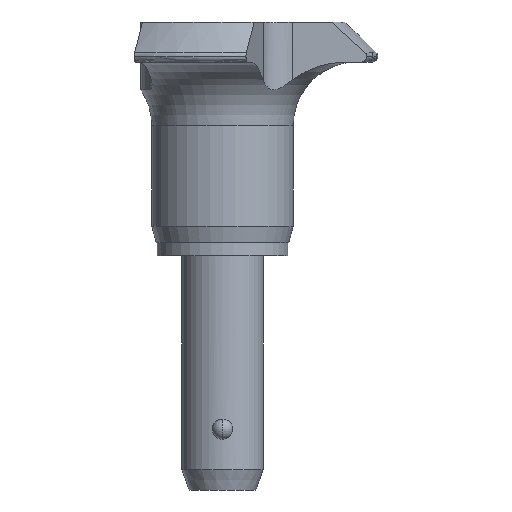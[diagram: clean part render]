
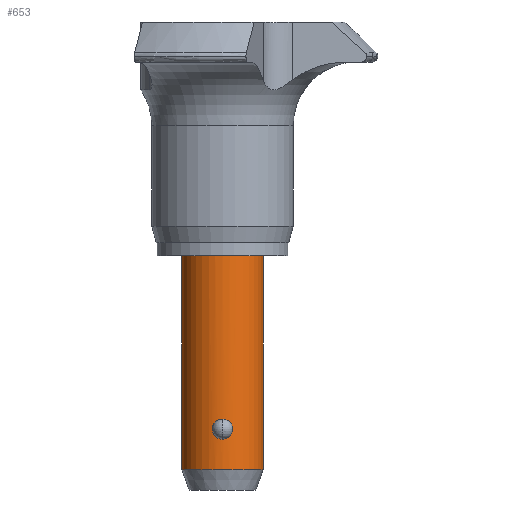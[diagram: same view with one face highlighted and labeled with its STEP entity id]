
A CAD part, front view. The second image highlights one B-rep face of the part: STEP entity #653.
In plain terms, the highlighted cylindrical face has radius 5 mm (diameter 10 mm), a partial arc.
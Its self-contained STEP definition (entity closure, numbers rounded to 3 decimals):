
#497=VERTEX_POINT('',#1139);
#533=EDGE_CURVE('',#637,#629,#1179,.T.);
#629=VERTEX_POINT('',#1282);
#635=EDGE_CURVE('',#629,#497,#1288,.T.);
#637=VERTEX_POINT('',#1290);
#653=ADVANCED_FACE('',(#1308,#1309),#1310,.T.);
#657=EDGE_CURVE('',#497,#637,#1314,.T.);
#663=EDGE_CURVE('',#715,#781,#1320,.T.);
#671=EDGE_CURVE('',#715,#747,#1328,.T.);
#715=VERTEX_POINT('',#1377);
#733=EDGE_CURVE('',#795,#747,#1397,.T.);
#747=VERTEX_POINT('',#1412);
#769=EDGE_CURVE('',#795,#781,#1437,.T.);
#781=VERTEX_POINT('',#1449);
#795=VERTEX_POINT('',#1463);
#1139=CARTESIAN_POINT('',(0.,-5.,-21.011));
#1179=B_SPLINE_CURVE_WITH_KNOTS('',3,(#2059,#2060,#2061,#2062,#2063,#2064,#2065,#2066,#2067,#2068,#2069,#2070,#2071,#2072),.UNSPECIFIED.,.F.,.F.,(4,2,2,2,2,2,4),(0.0,0.422,0.845,1.036,1.227,1.54,1.854),.UNSPECIFIED.);
#1282=CARTESIAN_POINT('',(0.,-5.,-23.461));
#1288=B_SPLINE_CURVE_WITH_KNOTS('',3,(#2358,#2359,#2360,#2361,#2362,#2363,#2364,#2365,#2366,#2367,#2368,#2369,#2370,#2371,#2372,#2373,#2374,#2375,#2376,#2377,#2378,#2379,#2380,#2381,#2382,#2383),.UNSPECIFIED.,.F.,.F.,(4,2,2,2,2,2,2,2,2,2,2,2,4),(1.854,2.167,2.48,2.671,2.862,3.285,3.707,4.13,4.552,4.743,4.934,5.247,5.561),.UNSPECIFIED.);
#1290=CARTESIAN_POINT('',(1.247,-4.842,-22.236));
#1308=FACE_OUTER_BOUND('',#2406,.T.);
#1309=FACE_BOUND('',#2407,.T.);
#1310=CYLINDRICAL_SURFACE('',#2408,5.);
#1314=B_SPLINE_CURVE_WITH_KNOTS('',3,(#2414,#2415,#2416,#2417,#2418,#2419,#2420,#2421,#2422,#2423,#2424,#2425,#2426,#2427),.UNSPECIFIED.,.F.,.F.,(4,2,2,2,2,2,4),(5.561,5.874,6.187,6.378,6.569,6.992,7.414),.UNSPECIFIED.);
#1320=CIRCLE('',#2444,5.);
#1328=LINE('',#2457,#2458);
#1377=CARTESIAN_POINT('',(5.,0.,-0.986));
#1397=CIRCLE('',#2643,5.);
#1412=CARTESIAN_POINT('',(5.,0.,-27.186));
#1437=LINE('',#2734,#2735);
#1449=CARTESIAN_POINT('',(-5.,0.,-0.986));
#1463=CARTESIAN_POINT('',(-5.,0.,-27.186));
#2059=CARTESIAN_POINT('',(1.247,-4.842,-22.236));
#2060=CARTESIAN_POINT('',(1.247,-4.842,-22.377));
#2061=CARTESIAN_POINT('',(1.221,-4.849,-22.528));
#2062=CARTESIAN_POINT('',(1.115,-4.874,-22.808));
#2063=CARTESIAN_POINT('',(1.035,-4.893,-22.937));
#2064=CARTESIAN_POINT('',(0.9,-4.918,-23.089));
#2065=CARTESIAN_POINT('',(0.851,-4.927,-23.137));
#2066=CARTESIAN_POINT('',(0.744,-4.945,-23.224));
#2067=CARTESIAN_POINT('',(0.686,-4.953,-23.263));
#2068=CARTESIAN_POINT('',(0.541,-4.971,-23.346));
#2069=CARTESIAN_POINT('',(0.436,-4.982,-23.39));
#2070=CARTESIAN_POINT('',(0.218,-4.996,-23.447));
#2071=CARTESIAN_POINT('',(0.104,-5.,-23.461));
#2072=CARTESIAN_POINT('',(0.,-5.,-23.461));
#2358=CARTESIAN_POINT('',(0.,-5.,-23.461));
#2359=CARTESIAN_POINT('',(-0.104,-5.,-23.461));
#2360=CARTESIAN_POINT('',(-0.218,-4.996,-23.447));
#2361=CARTESIAN_POINT('',(-0.436,-4.982,-23.39));
#2362=CARTESIAN_POINT('',(-0.541,-4.971,-23.346));
#2363=CARTESIAN_POINT('',(-0.686,-4.953,-23.263));
#2364=CARTESIAN_POINT('',(-0.744,-4.945,-23.224));
#2365=CARTESIAN_POINT('',(-0.851,-4.927,-23.137));
#2366=CARTESIAN_POINT('',(-0.9,-4.918,-23.089));
#2367=CARTESIAN_POINT('',(-1.035,-4.893,-22.937));
#2368=CARTESIAN_POINT('',(-1.115,-4.874,-22.808));
#2369=CARTESIAN_POINT('',(-1.221,-4.849,-22.528));
#2370=CARTESIAN_POINT('',(-1.247,-4.842,-22.377));
#2371=CARTESIAN_POINT('',(-1.247,-4.842,-22.095));
#2372=CARTESIAN_POINT('',(-1.221,-4.849,-21.945));
#2373=CARTESIAN_POINT('',(-1.115,-4.874,-21.665));
#2374=CARTESIAN_POINT('',(-1.035,-4.893,-21.535));
#2375=CARTESIAN_POINT('',(-0.9,-4.918,-21.383));
#2376=CARTESIAN_POINT('',(-0.851,-4.927,-21.335));
#2377=CARTESIAN_POINT('',(-0.744,-4.945,-21.248));
#2378=CARTESIAN_POINT('',(-0.686,-4.953,-21.209));
#2379=CARTESIAN_POINT('',(-0.541,-4.971,-21.126));
#2380=CARTESIAN_POINT('',(-0.436,-4.982,-21.082));
#2381=CARTESIAN_POINT('',(-0.218,-4.996,-21.025));
#2382=CARTESIAN_POINT('',(-0.104,-5.,-21.011));
#2383=CARTESIAN_POINT('',(0.,-5.,-21.011));
#2406=EDGE_LOOP('',(#3553,#3554,#3555,#3556));
#2407=EDGE_LOOP('',(#3557,#3558,#3559));
#2408=AXIS2_PLACEMENT_3D('',#3560,#3561,#3562);
#2414=CARTESIAN_POINT('',(0.,-5.,-21.011));
#2415=CARTESIAN_POINT('',(0.104,-5.,-21.011));
#2416=CARTESIAN_POINT('',(0.218,-4.996,-21.025));
#2417=CARTESIAN_POINT('',(0.436,-4.982,-21.082));
#2418=CARTESIAN_POINT('',(0.541,-4.971,-21.126));
#2419=CARTESIAN_POINT('',(0.686,-4.953,-21.209));
#2420=CARTESIAN_POINT('',(0.744,-4.945,-21.248));
#2421=CARTESIAN_POINT('',(0.851,-4.927,-21.335));
#2422=CARTESIAN_POINT('',(0.9,-4.918,-21.383));
#2423=CARTESIAN_POINT('',(1.035,-4.893,-21.535));
#2424=CARTESIAN_POINT('',(1.115,-4.874,-21.665));
#2425=CARTESIAN_POINT('',(1.221,-4.849,-21.945));
#2426=CARTESIAN_POINT('',(1.247,-4.842,-22.095));
#2427=CARTESIAN_POINT('',(1.247,-4.842,-22.236));
#2444=AXIS2_PLACEMENT_3D('',#3566,#3567,#3568);
#2457=CARTESIAN_POINT('',(5.,0.,-14.086));
#2458=VECTOR('',#3571,1.0);
#2643=AXIS2_PLACEMENT_3D('',#3649,#3650,#3651);
#2734=CARTESIAN_POINT('',(-5.,0.,-14.086));
#2735=VECTOR('',#3688,1.0);
#3553=ORIENTED_EDGE('',*,*,#769,.F.);
#3554=ORIENTED_EDGE('',*,*,#733,.T.);
#3555=ORIENTED_EDGE('',*,*,#671,.F.);
#3556=ORIENTED_EDGE('',*,*,#663,.T.);
#3557=ORIENTED_EDGE('',*,*,#533,.T.);
#3558=ORIENTED_EDGE('',*,*,#635,.T.);
#3559=ORIENTED_EDGE('',*,*,#657,.T.);
#3560=CARTESIAN_POINT('',(0.,0.,-14.086));
#3561=DIRECTION('',(-0.0,-0.0,-1.0));
#3562=DIRECTION('',(-1.0,0.,0.0));
#3566=CARTESIAN_POINT('',(0.,0.,-0.986));
#3567=DIRECTION('',(-0.0,0.0,-1.0));
#3568=DIRECTION('',(-1.0,0.,0.0));
#3571=DIRECTION('',(-0.0,-0.0,-1.0));
#3649=CARTESIAN_POINT('',(0.,0.,-27.186));
#3650=DIRECTION('',(0.0,0.0,1.0));
#3651=DIRECTION('',(-1.0,0.,0.0));
#3688=DIRECTION('',(0.0,0.0,1.0));
